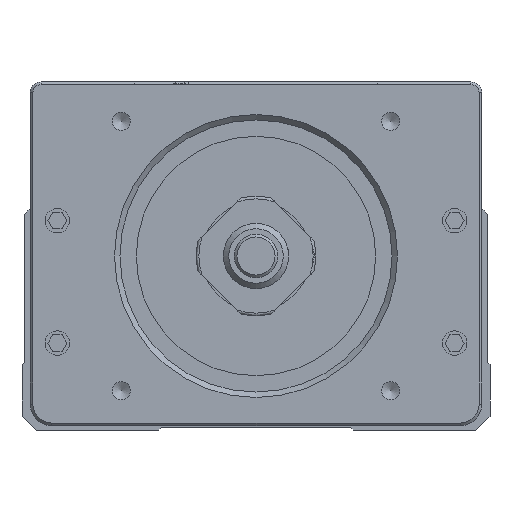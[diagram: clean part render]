
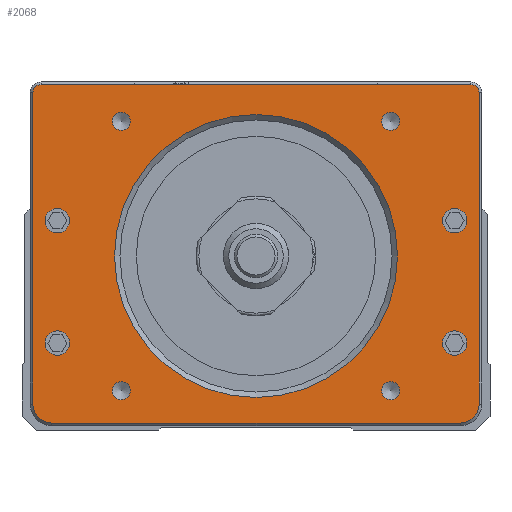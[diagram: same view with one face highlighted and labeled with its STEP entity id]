
A CAD part, front view. The second image highlights one B-rep face of the part: STEP entity #2068.
In plain terms, the highlighted planar face has unit normal (0, -1, 0).
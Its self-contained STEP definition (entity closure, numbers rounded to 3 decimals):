
#516=PLANE('',#19343);
#2068=ADVANCED_FACE('',(#7080,#7081,#7082,#7083,#7084,#7085,#7086,#7087,
#7088,#7089),#516,.F.);
#3633=LINE('',#27141,#5460);
#3634=LINE('',#27146,#5461);
#3635=LINE('',#27150,#5462);
#3636=LINE('',#27154,#5463);
#5460=VECTOR('',#21472,1.);
#5461=VECTOR('',#21475,1.);
#5462=VECTOR('',#21478,1.);
#5463=VECTOR('',#21481,1.);
#7080=FACE_BOUND('',#7739,.T.);
#7081=FACE_BOUND('',#7740,.T.);
#7082=FACE_BOUND('',#7741,.T.);
#7083=FACE_BOUND('',#7742,.T.);
#7084=FACE_BOUND('',#7743,.T.);
#7085=FACE_BOUND('',#7744,.T.);
#7086=FACE_BOUND('',#7745,.T.);
#7087=FACE_BOUND('',#7746,.T.);
#7088=FACE_BOUND('',#7747,.T.);
#7089=FACE_BOUND('',#7748,.T.);
#7739=EDGE_LOOP('',(#9569));
#7740=EDGE_LOOP('',(#9570));
#7741=EDGE_LOOP('',(#9571));
#7742=EDGE_LOOP('',(#9572));
#7743=EDGE_LOOP('',(#9573));
#7744=EDGE_LOOP('',(#9574,#9575,#9576,#9577,#9578,#9579,#9580,#9581));
#7745=EDGE_LOOP('',(#9582));
#7746=EDGE_LOOP('',(#9583));
#7747=EDGE_LOOP('',(#9584));
#7748=EDGE_LOOP('',(#9585));
#9569=ORIENTED_EDGE('',*,*,#16428,.T.);
#9570=ORIENTED_EDGE('',*,*,#16429,.T.);
#9571=ORIENTED_EDGE('',*,*,#16430,.T.);
#9572=ORIENTED_EDGE('',*,*,#16431,.T.);
#9573=ORIENTED_EDGE('',*,*,#16432,.T.);
#9574=ORIENTED_EDGE('',*,*,#16433,.T.);
#9575=ORIENTED_EDGE('',*,*,#16434,.T.);
#9576=ORIENTED_EDGE('',*,*,#16435,.T.);
#9577=ORIENTED_EDGE('',*,*,#16436,.T.);
#9578=ORIENTED_EDGE('',*,*,#16437,.T.);
#9579=ORIENTED_EDGE('',*,*,#16438,.T.);
#9580=ORIENTED_EDGE('',*,*,#16439,.T.);
#9581=ORIENTED_EDGE('',*,*,#16440,.T.);
#9582=ORIENTED_EDGE('',*,*,#16441,.T.);
#9583=ORIENTED_EDGE('',*,*,#16442,.T.);
#9584=ORIENTED_EDGE('',*,*,#16443,.T.);
#9585=ORIENTED_EDGE('',*,*,#16444,.T.);
#14582=VERTEX_POINT('',#27132);
#14583=VERTEX_POINT('',#27134);
#14584=VERTEX_POINT('',#27136);
#14585=VERTEX_POINT('',#27138);
#14586=VERTEX_POINT('',#27140);
#14587=VERTEX_POINT('',#27142);
#14588=VERTEX_POINT('',#27143);
#14589=VERTEX_POINT('',#27145);
#14590=VERTEX_POINT('',#27147);
#14591=VERTEX_POINT('',#27149);
#14592=VERTEX_POINT('',#27151);
#14593=VERTEX_POINT('',#27153);
#14594=VERTEX_POINT('',#27155);
#14595=VERTEX_POINT('',#27158);
#14596=VERTEX_POINT('',#27160);
#14597=VERTEX_POINT('',#27162);
#14598=VERTEX_POINT('',#27164);
#16428=EDGE_CURVE('',#14582,#14582,#18672,.T.);
#16429=EDGE_CURVE('',#14583,#14583,#18673,.T.);
#16430=EDGE_CURVE('',#14584,#14584,#18674,.T.);
#16431=EDGE_CURVE('',#14585,#14585,#18675,.T.);
#16432=EDGE_CURVE('',#14586,#14586,#18676,.T.);
#16433=EDGE_CURVE('',#14587,#14588,#3633,.T.);
#16434=EDGE_CURVE('',#14588,#14589,#18677,.T.);
#16435=EDGE_CURVE('',#14589,#14590,#3634,.T.);
#16436=EDGE_CURVE('',#14590,#14591,#18678,.T.);
#16437=EDGE_CURVE('',#14591,#14592,#3635,.T.);
#16438=EDGE_CURVE('',#14592,#14593,#18679,.T.);
#16439=EDGE_CURVE('',#14593,#14594,#3636,.T.);
#16440=EDGE_CURVE('',#14594,#14587,#18680,.T.);
#16441=EDGE_CURVE('',#14595,#14595,#18681,.T.);
#16442=EDGE_CURVE('',#14596,#14596,#18682,.T.);
#16443=EDGE_CURVE('',#14597,#14597,#18683,.T.);
#16444=EDGE_CURVE('',#14598,#14598,#18684,.T.);
#18672=CIRCLE('',#19330,26.);
#18673=CIRCLE('',#19331,1.65);
#18674=CIRCLE('',#19332,1.65);
#18675=CIRCLE('',#19333,1.65);
#18676=CIRCLE('',#19334,1.65);
#18677=CIRCLE('',#19335,1.5);
#18678=CIRCLE('',#19336,1.5);
#18679=CIRCLE('',#19337,3.5);
#18680=CIRCLE('',#19338,3.5);
#18681=CIRCLE('',#19339,2.25);
#18682=CIRCLE('',#19340,2.25);
#18683=CIRCLE('',#19341,2.25);
#18684=CIRCLE('',#19342,2.25);
#19330=AXIS2_PLACEMENT_3D('',#27131,#21462,#21463);
#19331=AXIS2_PLACEMENT_3D('',#27133,#21464,#21465);
#19332=AXIS2_PLACEMENT_3D('',#27135,#21466,#21467);
#19333=AXIS2_PLACEMENT_3D('',#27137,#21468,#21469);
#19334=AXIS2_PLACEMENT_3D('',#27139,#21470,#21471);
#19335=AXIS2_PLACEMENT_3D('',#27144,#21473,#21474);
#19336=AXIS2_PLACEMENT_3D('',#27148,#21476,#21477);
#19337=AXIS2_PLACEMENT_3D('',#27152,#21479,#21480);
#19338=AXIS2_PLACEMENT_3D('',#27156,#21482,#21483);
#19339=AXIS2_PLACEMENT_3D('',#27157,#21484,#21485);
#19340=AXIS2_PLACEMENT_3D('',#27159,#21486,#21487);
#19341=AXIS2_PLACEMENT_3D('',#27161,#21488,#21489);
#19342=AXIS2_PLACEMENT_3D('',#27163,#21490,#21491);
#19343=AXIS2_PLACEMENT_3D('',#27165,#21492,#21493);
#21462=DIRECTION('',(0.,1.,0.));
#21463=DIRECTION('',(0.,0.,1.));
#21464=DIRECTION('',(0.,1.,0.));
#21465=DIRECTION('',(0.,0.,1.));
#21466=DIRECTION('',(0.,1.,0.));
#21467=DIRECTION('',(0.,0.,1.));
#21468=DIRECTION('',(0.,1.,0.));
#21469=DIRECTION('',(0.,0.,1.));
#21470=DIRECTION('',(0.,1.,0.));
#21471=DIRECTION('',(0.,0.,1.));
#21472=DIRECTION('',(0.,0.,1.));
#21473=DIRECTION('',(0.,-1.,0.));
#21474=DIRECTION('',(0.,0.,1.));
#21475=DIRECTION('',(-1.,0.,0.));
#21476=DIRECTION('',(0.,-1.,0.));
#21477=DIRECTION('',(0.,0.,1.));
#21478=DIRECTION('',(0.,0.,-1.));
#21479=DIRECTION('',(0.,-1.,0.));
#21480=DIRECTION('',(0.,0.,1.));
#21481=DIRECTION('',(1.,0.,0.));
#21482=DIRECTION('',(0.,-1.,0.));
#21483=DIRECTION('',(0.,0.,1.));
#21484=DIRECTION('',(0.,1.,0.));
#21485=DIRECTION('',(0.,0.,1.));
#21486=DIRECTION('',(0.,1.,0.));
#21487=DIRECTION('',(0.,0.,1.));
#21488=DIRECTION('',(0.,1.,0.));
#21489=DIRECTION('',(0.,0.,1.));
#21490=DIRECTION('',(0.,1.,0.));
#21491=DIRECTION('',(0.,0.,1.));
#21492=DIRECTION('',(0.,1.,0.));
#21493=DIRECTION('',(0.,0.,-1.));
#27131=CARTESIAN_POINT('',(0.,-236.633,32.));
#27132=CARTESIAN_POINT('',(0.,-236.633,58.));
#27133=CARTESIAN_POINT('',(-24.749,-236.633,56.749));
#27134=CARTESIAN_POINT('',(-24.749,-236.633,58.399));
#27135=CARTESIAN_POINT('',(-24.749,-236.633,7.251));
#27136=CARTESIAN_POINT('',(-24.749,-236.633,8.901));
#27137=CARTESIAN_POINT('',(24.749,-236.633,7.251));
#27138=CARTESIAN_POINT('',(24.749,-236.633,8.901));
#27139=CARTESIAN_POINT('',(24.749,-236.633,56.749));
#27140=CARTESIAN_POINT('',(24.749,-236.633,58.399));
#27141=CARTESIAN_POINT('',(41.,-236.633,60.));
#27142=CARTESIAN_POINT('',(41.,-236.633,4.8));
#27143=CARTESIAN_POINT('',(41.,-236.633,62.));
#27144=CARTESIAN_POINT('',(39.5,-236.633,62.));
#27145=CARTESIAN_POINT('',(39.5,-236.633,63.5));
#27146=CARTESIAN_POINT('',(39.,-236.633,63.5));
#27147=CARTESIAN_POINT('',(-39.5,-236.633,63.5));
#27148=CARTESIAN_POINT('',(-39.5,-236.633,62.));
#27149=CARTESIAN_POINT('',(-41.,-236.633,62.));
#27150=CARTESIAN_POINT('',(-41.,-236.633,60.));
#27151=CARTESIAN_POINT('',(-41.,-236.633,4.8));
#27152=CARTESIAN_POINT('',(-37.5,-236.633,4.8));
#27153=CARTESIAN_POINT('',(-37.5,-236.633,1.3));
#27154=CARTESIAN_POINT('',(39.,-236.633,1.3));
#27155=CARTESIAN_POINT('',(37.5,-236.633,1.3));
#27156=CARTESIAN_POINT('',(37.5,-236.633,4.8));
#27157=CARTESIAN_POINT('',(-36.5,-236.633,38.5));
#27158=CARTESIAN_POINT('',(-36.5,-236.633,40.75));
#27159=CARTESIAN_POINT('',(-36.5,-236.633,16.));
#27160=CARTESIAN_POINT('',(-36.5,-236.633,18.25));
#27161=CARTESIAN_POINT('',(36.5,-236.633,38.5));
#27162=CARTESIAN_POINT('',(36.5,-236.633,40.75));
#27163=CARTESIAN_POINT('',(36.5,-236.633,16.));
#27164=CARTESIAN_POINT('',(36.5,-236.633,18.25));
#27165=CARTESIAN_POINT('',(39.,-236.633,60.));
